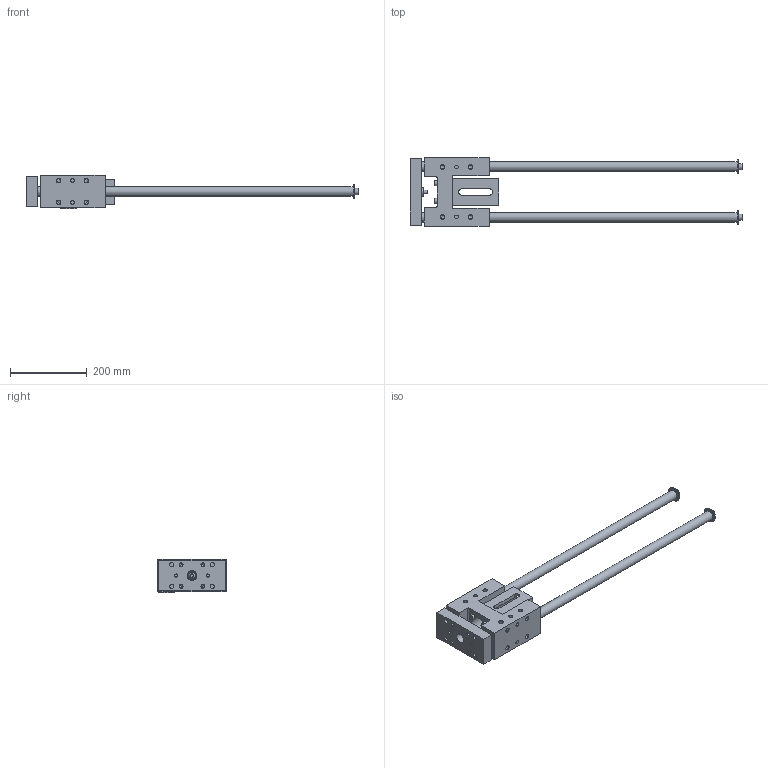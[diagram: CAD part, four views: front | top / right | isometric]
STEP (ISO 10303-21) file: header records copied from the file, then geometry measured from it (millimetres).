
FILE_DESCRIPTION( ( 'STEP AP214' ), '1' );
FILE_NAME( '326R9286.step', '2007-06-11T07:39:06', ( ' ' ), ( ' ' ), 'XStep 1.0', ' ', ' ' );
FILE_SCHEMA( ( 'automotive_design' ) );
Length unit declared in the file: metre
Products named in the file (2): 1; 2
Bounding box: 864 x 178 x 87.5 mm (x, y, z)
Volume: 2762506.2 mm3; surface area: 415845.5 mm2
Topology: 2 solids, 12 shells, 407 faces, 999 edges, 662 vertices
Faces by surface type: plane 199, cylinder 154, cone 53, sphere 1
Full cylindrical faces by diameter (mm): 4.918 x14, 6 x6, 6.5 x3, 6.647 x6, 8 x8, 8.376 x8, 8.5 x3, 10 x11, 10.106 x20, 11 x7, 12.2 x8, 13 x4, 16 x2, 18 x4, 21 x2, 25 x5, 26 x1, 38 x3, 42 x1, 55 x1
Entity records: 14542 total; most frequent: CARTESIAN_POINT 2599, DIRECTION 1862, ORIENTED_EDGE 1456, AXIS2_PLACEMENT_3D 767, EDGE_CURVE 728, EDGE_LOOP 663, VERTEX_POINT 579, FACE_OUTER_BOUND 525
